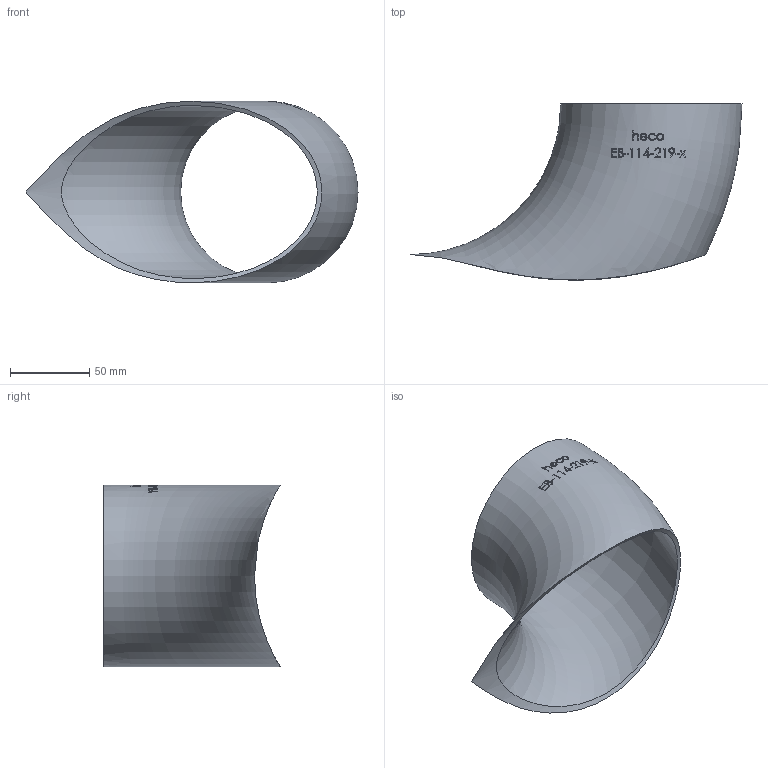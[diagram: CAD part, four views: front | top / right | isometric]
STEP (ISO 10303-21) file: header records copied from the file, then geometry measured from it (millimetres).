
FILE_DESCRIPTION (( 'STEP AP214' ), '1' );
FILE_NAME ('EB-114-219-x Einschweißbogen 1901.STEP', '2019-01-09T13:41:06', ( '' ), ( '' ), 'SwSTEP 2.0', 'SolidWorks 2016', '' );
FILE_SCHEMA (( 'AUTOMOTIVE_DESIGN' ));
Length unit declared in the file: millimetre
Products named in the file (1): EB-114-219-x Einschweißbogen 1901
Bounding box: 209.15 x 110.94 x 114.31 mm (x, y, z)
Volume: 108437.2 mm3; surface area: 86707.4 mm2
Topology: 1 solids, 1 shells, 183 faces, 485 edges, 324 vertices
Faces by surface type: plane 99, bspline 59, torus 24, cylinder 1
Entity records: 10824 total; most frequent: CARTESIAN_POINT 5087, ORIENTED_EDGE 950, EDGE_CURVE 475, DIRECTION 411, VERTEX_POINT 318, B_SPLINE_CURVE_WITH_KNOTS 316, EDGE_LOOP 209, UNCERTAINTY_MEASURE_WITH_UNIT 185
